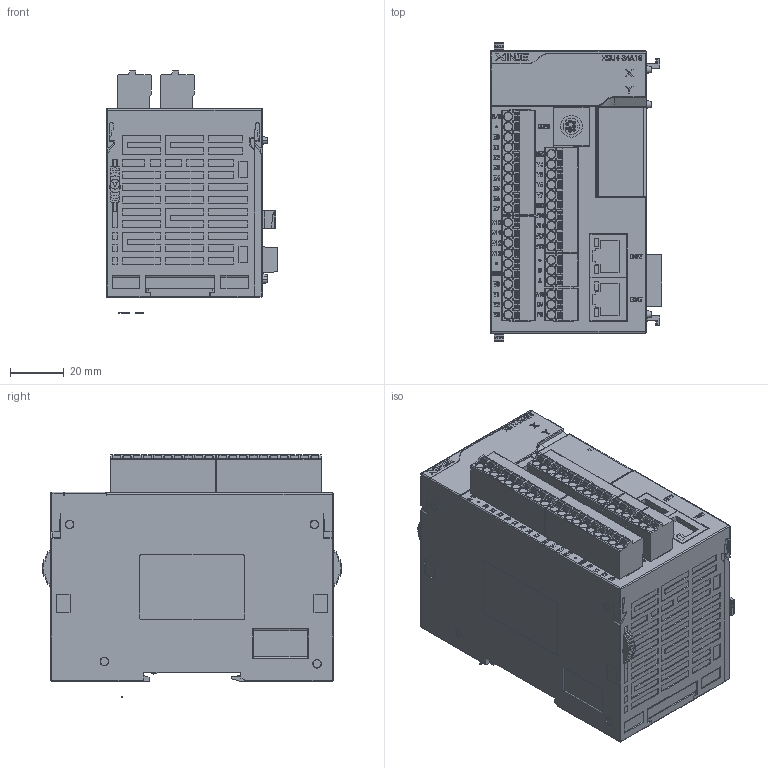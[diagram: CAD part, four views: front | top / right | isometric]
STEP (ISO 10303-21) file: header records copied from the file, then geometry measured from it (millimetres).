
FILE_DESCRIPTION(/* description */ (''),/* implementation_level */ '2;1');
FILE_NAME(/* name */ 'XSLH-2~1',/* time_stamp */ '2023-11-27T15:10:52+08:00',/* author */ (''),/* organization */ (''),/* preprocessor_version */ 'ST-DEVELOPER v16.5',/* originating_system */ '',/* authorisation */ '');
FILE_SCHEMA (('CONFIG_CONTROL_DESIGN'));
Products named in the file (2): Document; 图块 02
Assembly tree (1 placements, depth 2):
  Document
    图块 02
Bounding box: 63.7 x 111.5 x 90.12 mm (x, y, z)
Volume: 39986.8 mm3; surface area: 70727.9 mm2
Topology: 14 solids, 131 shells, 4757 faces, 12901 edges, 8837 vertices
Faces by surface type: plane 3666, cylinder 745, bspline 346
Entity records: 140225 total; most frequent: CARTESIAN_POINT 53174, ORIENTED_EDGE 24903, EDGE_CURVE 12898, B_SPLINE_CURVE_WITH_KNOTS 11158, VERTEX_POINT 8837, EDGE_LOOP 5334, ADVANCED_FACE 4757, FACE_OUTER_BOUND 4757
